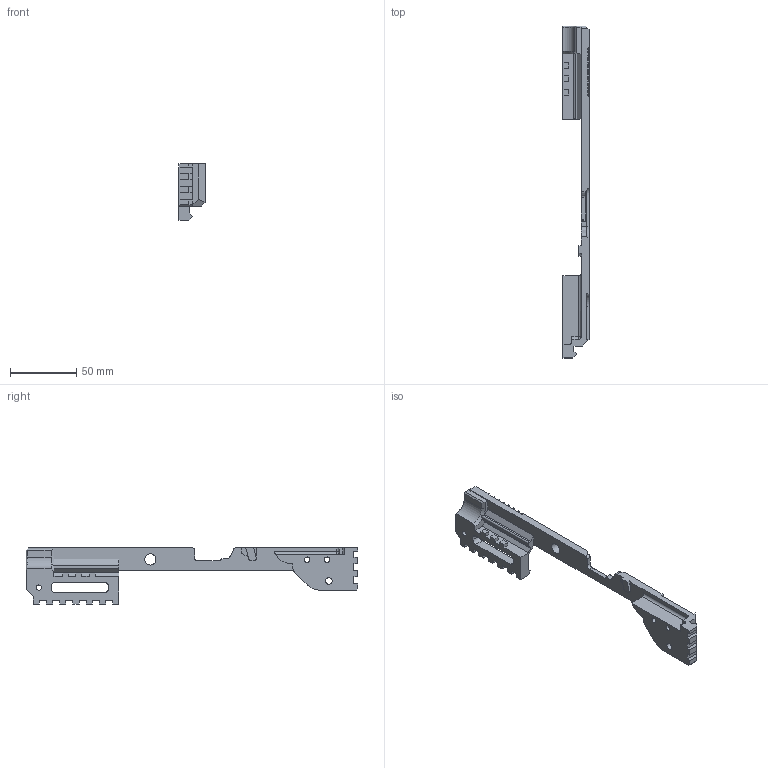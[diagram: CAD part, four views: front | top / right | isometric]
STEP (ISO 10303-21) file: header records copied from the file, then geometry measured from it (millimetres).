
FILE_DESCRIPTION(('HOOPS Exchange Step'),'2;1');
FILE_NAME('temp_export','2023-01-09T12:11:27+09:00',('mobile'),('Shapr3D Limited'),'HOOPS Exchange 2022.1','Shapr3D','Authorized');
FILE_SCHEMA( ('AUTOMOTIVE_DESIGN { 1 0 10303 214 1 1 1 1 }') );
Length unit declared in the file: millimetre
Products named in the file (1): R
Bounding box: 19.65 x 249.95 x 42.6 mm (x, y, z)
Volume: 50901.3 mm3; surface area: 21416.9 mm2
Topology: 1 solids, 1 shells, 254 faces, 721 edges, 466 vertices
Faces by surface type: plane 190, cylinder 47, cone 14, bspline 2, sphere 1
Full cylindrical faces by diameter (mm): 4 x1, 4.2 x2, 5 x1, 8.4 x1
Entity records: 8489 total; most frequent: CARTESIAN_POINT 1780, ORIENTED_EDGE 1436, DIRECTION 1337, EDGE_CURVE 718, VECTOR 595, LINE 595, VERTEX_POINT 466, AXIS2_PLACEMENT_3D 371
